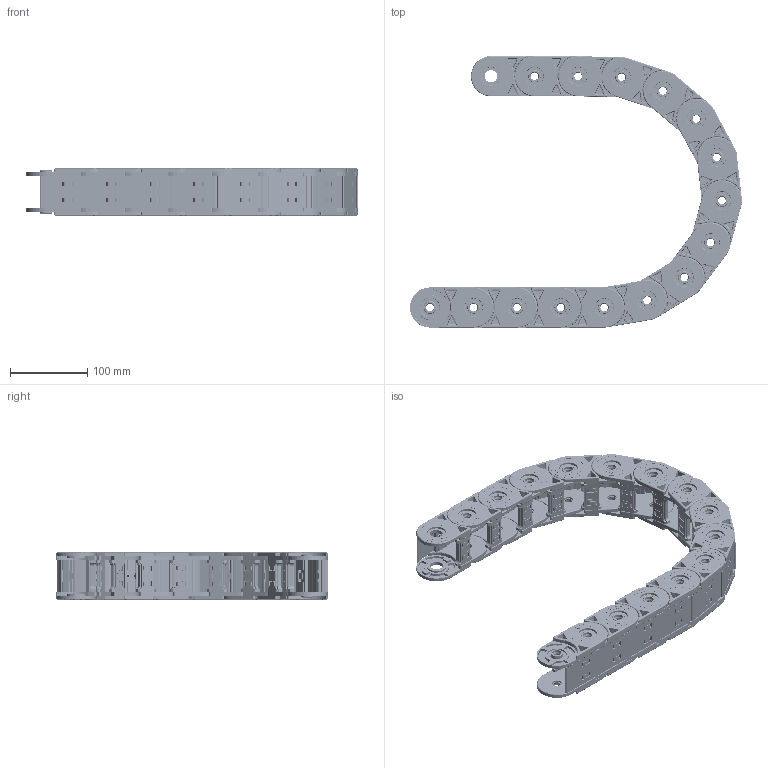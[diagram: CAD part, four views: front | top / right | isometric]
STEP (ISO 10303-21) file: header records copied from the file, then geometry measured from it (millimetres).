
FILE_DESCRIPTION (( 'STEP AP214' ), '1' );
FILE_NAME ('CK35-Y040-R150.STEP', '2019-09-10T06:10:50', ( '' ), ( '' ), 'SwSTEP 2.0', 'SolidWorks 2017', '' );
FILE_SCHEMA (( 'AUTOMOTIVE_DESIGN' ));
Length unit declared in the file: millimetre
Products named in the file (2): CK35-Y040-R150; CK35-Y040
Assembly tree (15 placements, depth 2):
  CK35-Y040-R150
    CK35-Y040  x15
Bounding box: 430.7 x 352.29 x 61.41 mm (x, y, z)
Volume: 855015.4 mm3; surface area: 666657.8 mm2
Topology: 60 solids, 60 shells, 14505 faces, 36480 edges, 22620 vertices
Faces by surface type: plane 5445, cylinder 4980, torus 1920, bspline 1440, cone 480, sphere 240
Entity records: 45505 total; most frequent: CARTESIAN_POINT 22855, ORIENTED_EDGE 4816, DIRECTION 4512, EDGE_CURVE 2408, AXIS2_PLACEMENT_3D 1619, VERTEX_POINT 1508, LINE 1274, VECTOR 1274
